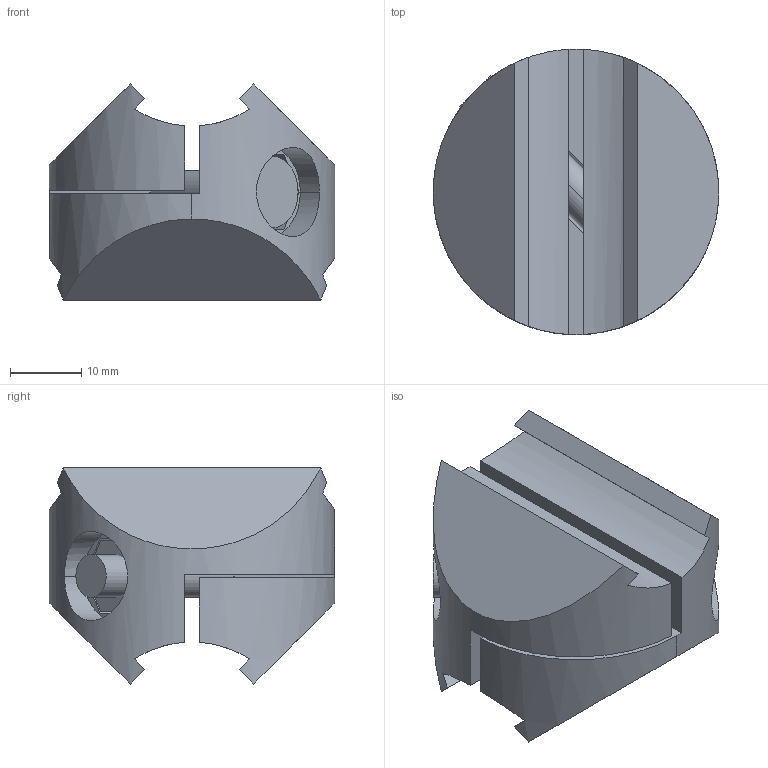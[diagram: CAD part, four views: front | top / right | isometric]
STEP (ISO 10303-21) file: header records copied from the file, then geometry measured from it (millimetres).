
FILE_DESCRIPTION (( 'STEP AP203' ), '1' );
FILE_NAME ('25.09.06.00123.step', '2022-11-07T19:13:53', ( '' ), ( '' ), 'SwSTEP 2.0', 'SolidWorks 2021', '' );
FILE_SCHEMA (( 'CONFIG_CONTROL_DESIGN' ));
Length unit declared in the file: millimetre
Products named in the file (1): 25.09.06.00123
Bounding box: 39.98 x 40 x 30.27 mm (x, y, z)
Volume: 23715 mm3; surface area: 10519.1 mm2
Topology: 4 solids, 4 shells, 69 faces, 172 edges, 114 vertices
Faces by surface type: plane 47, cylinder 22
Entity records: 2421 total; most frequent: CARTESIAN_POINT 766, ORIENTED_EDGE 344, DIRECTION 298, EDGE_CURVE 172, VERTEX_POINT 114, VECTOR 106, LINE 106, AXIS2_PLACEMENT_3D 96
